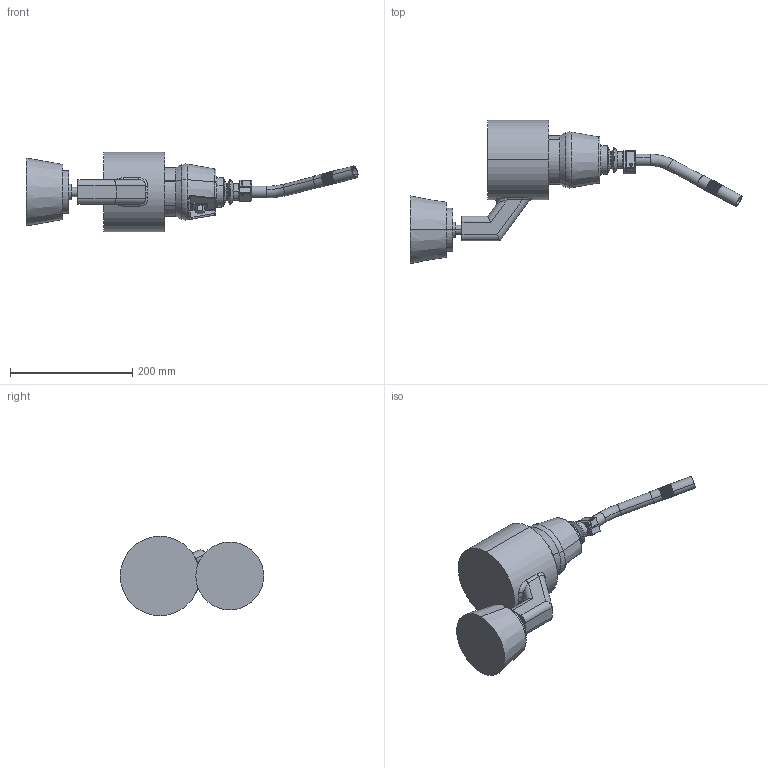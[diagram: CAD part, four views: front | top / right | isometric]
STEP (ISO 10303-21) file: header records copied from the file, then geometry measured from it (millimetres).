
FILE_DESCRIPTION (( 'STEP AP214' ), '1' );
FILE_NAME ('Welding_assem2.STEP', '2020-05-04T04:17:08', ( '' ), ( '' ), 'SwSTEP 2.0', 'SolidWorks 2019', '' );
FILE_SCHEMA (( 'AUTOMOTIVE_DESIGN' ));
Length unit declared in the file: millimetre
Products named in the file (5): Welding_assem2; Welding_holder; Welding_gun
Assembly tree (2 placements, depth 2):
  Welding_assem2
    Welding_holder
    Welding_gun
  Welding_holder
  Welding_gun
Bounding box: 543.04 x 234.73 x 130 mm (x, y, z)
Volume: 2305238.3 mm3; surface area: 251198 mm2
Topology: 10 solids, 10 shells, 628 faces, 1506 edges, 954 vertices
Faces by surface type: plane 296, cylinder 228, torus 48, cone 26, bspline 22, sphere 8
Entity records: 22853 total; most frequent: CARTESIAN_POINT 5292, DIRECTION 3358, ORIENTED_EDGE 2998, EDGE_CURVE 1499, AXIS2_PLACEMENT_3D 1319, VERTEX_POINT 954, EDGE_LOOP 727, LINE 720
